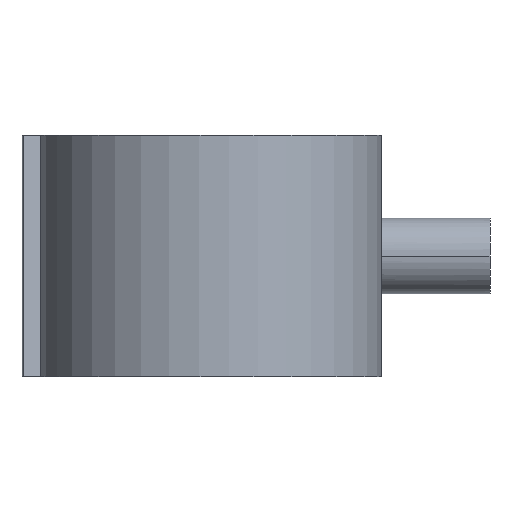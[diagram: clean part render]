
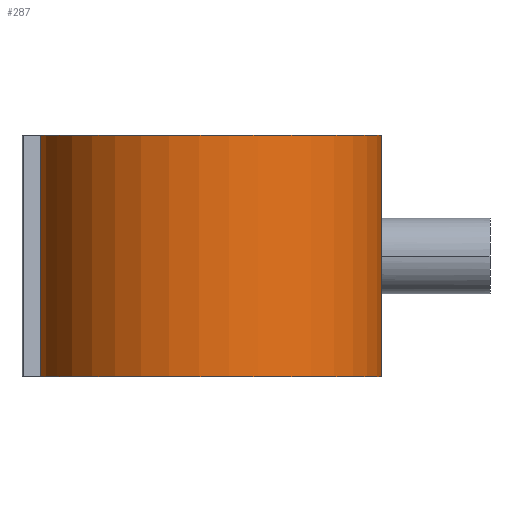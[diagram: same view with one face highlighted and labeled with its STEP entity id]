
A CAD part, front view. The second image highlights one B-rep face of the part: STEP entity #287.
In plain terms, the highlighted cylindrical face has radius 90.667 mm (diameter 181.333 mm), a partial arc.
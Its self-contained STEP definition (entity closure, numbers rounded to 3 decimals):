
#225 = VERTEX_POINT( '', #613 );
#251 = EDGE_CURVE( '', #225, #509, #642, .T. );
#287 = ADVANCED_FACE( '', ( #681 ), #682, .T. );
#333 = VERTEX_POINT( '', #735 );
#509 = VERTEX_POINT( '', #929 );
#531 = EDGE_CURVE( '', #559, #509, #952, .T. );
#551 = EDGE_CURVE( '', #333, #559, #973, .T. );
#559 = VERTEX_POINT( '', #983 );
#575 = EDGE_CURVE( '', #225, #333, #1000, .T. );
#613 = CARTESIAN_POINT( '', ( -90.157, -9.6, 64. ) );
#642 = CIRCLE( '', #1098, 90.667 );
#681 = FACE_OUTER_BOUND( '', #1214, .T. );
#682 = CYLINDRICAL_SURFACE( '', #1215, 90.667 );
#735 = CARTESIAN_POINT( '', ( -90.157, -9.6, -64. ) );
#929 = CARTESIAN_POINT( '', ( 90.157, 9.6, 64. ) );
#952 = LINE( '', #2024, #2025 );
#973 = CIRCLE( '', #2052, 90.667 );
#983 = CARTESIAN_POINT( '', ( 90.157, 9.6, -64. ) );
#1000 = LINE( '', #2084, #2085 );
#1098 = AXIS2_PLACEMENT_3D( '', #2143, #2144, #2145 );
#1214 = EDGE_LOOP( '', ( #2191, #2192, #2193, #2194 ) );
#1215 = AXIS2_PLACEMENT_3D( '', #2195, #2196, #2197 );
#2024 = CARTESIAN_POINT( '', ( 90.157, 9.6, 64. ) );
#2025 = VECTOR( '', #2507, 1. );
#2052 = AXIS2_PLACEMENT_3D( '', #2526, #2527, #2528 );
#2084 = CARTESIAN_POINT( '', ( -90.157, -9.6, 64. ) );
#2085 = VECTOR( '', #2558, 1. );
#2143 = CARTESIAN_POINT( '', ( 0., 0., 64. ) );
#2144 = DIRECTION( '', ( 0., 0., 1. ) );
#2145 = DIRECTION( '', ( -0.994, -0.106, 0. ) );
#2191 = ORIENTED_EDGE( '', *, *, #531, .T. );
#2192 = ORIENTED_EDGE( '', *, *, #251, .F. );
#2193 = ORIENTED_EDGE( '', *, *, #575, .T. );
#2194 = ORIENTED_EDGE( '', *, *, #551, .T. );
#2195 = CARTESIAN_POINT( '', ( 0., 0., 64. ) );
#2196 = DIRECTION( '', ( 0., 0., 1. ) );
#2197 = DIRECTION( '', ( -0.994, -0.106, 0. ) );
#2507 = DIRECTION( '', ( 0., 0., 1. ) );
#2526 = CARTESIAN_POINT( '', ( 0., 0., -64. ) );
#2527 = DIRECTION( '', ( 0., 0., 1. ) );
#2528 = DIRECTION( '', ( -0.994, -0.106, 0. ) );
#2558 = DIRECTION( '', ( 0., 0., -1. ) );
